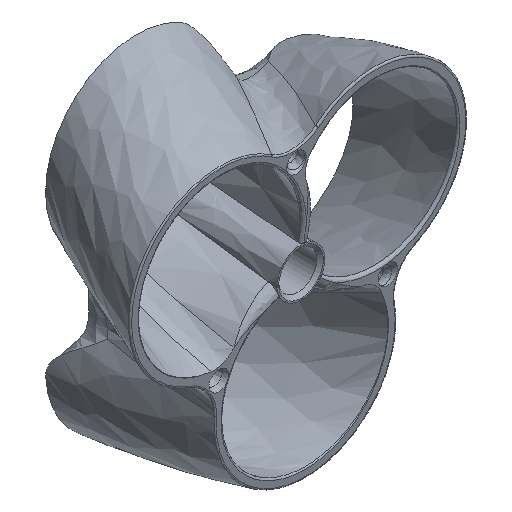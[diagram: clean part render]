
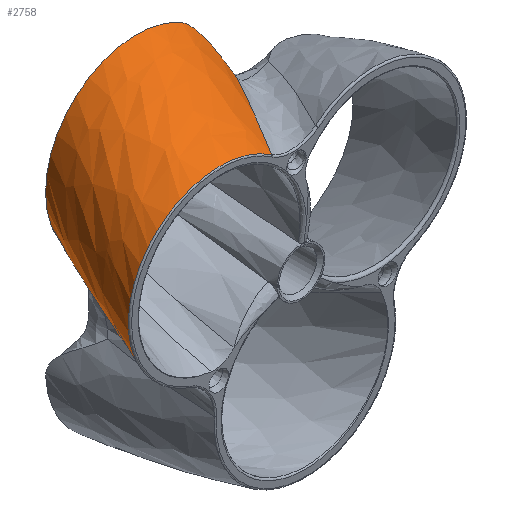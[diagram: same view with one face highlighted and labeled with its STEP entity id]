
A CAD part, isometric view. The second image highlights one B-rep face of the part: STEP entity #2758.
In plain terms, the highlighted free-form (B-spline) face has degree [3, 3] with [10, 5] control points.
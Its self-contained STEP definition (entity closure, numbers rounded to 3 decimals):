
#2255 = VERTEX_POINT('',#2256);
#2256 = CARTESIAN_POINT('',(-8.501,-39.777,
    28.659));
#2560 = VERTEX_POINT('',#2561);
#2561 = CARTESIAN_POINT('',(-28.801,-39.483,
    -11.1));
#2617 = EDGE_CURVE('',#2255,#2560,#2618,.T.);
#2618 = B_SPLINE_CURVE_WITH_KNOTS('',3,(#2619,#2620,#2621,#2622,#2623,
    #2624,#2625,#2626,#2627,#2628),.UNSPECIFIED.,.F.,.F.,(4,1,1,1,1,1,1,
    4),(0.,1.455,2.91,4.366,
    5.821,7.276,8.731,10.186),
  .UNSPECIFIED.);
#2619 = CARTESIAN_POINT('',(-8.501,-39.777,
    28.659));
#2620 = CARTESIAN_POINT('',(-11.509,-39.78,
    30.716));
#2621 = CARTESIAN_POINT('',(-18.536,-39.775,
    33.35));
#2622 = CARTESIAN_POINT('',(-29.71,-39.739,
    31.941));
#2623 = CARTESIAN_POINT('',(-38.951,-39.671,
    25.479));
#2624 = CARTESIAN_POINT('',(-44.077,-39.589,
    15.428));
#2625 = CARTESIAN_POINT('',(-43.901,-39.521,
    4.154));
#2626 = CARTESIAN_POINT('',(-38.483,-39.485,
    -5.722));
#2627 = CARTESIAN_POINT('',(-32.232,-39.48,
    -9.87));
#2628 = CARTESIAN_POINT('',(-28.801,-39.483,
    -11.1));
#2698 = EDGE_CURVE('',#2560,#2699,#2701,.T.);
#2699 = VERTEX_POINT('',#2700);
#2700 = CARTESIAN_POINT('',(-30.794,-14.413,
    3.175));
#2701 = B_SPLINE_CURVE_WITH_KNOTS('',3,(#2702,#2703,#2704,#2705,#2706),
  .UNSPECIFIED.,.F.,.F.,(4,1,4),(-3.864,-2.282,
    0.208),.UNSPECIFIED.);
#2702 = CARTESIAN_POINT('',(-28.801,-39.483,
    -11.1));
#2703 = CARTESIAN_POINT('',(-29.51,-36.236,
    -9.352));
#2704 = CARTESIAN_POINT('',(-30.904,-27.879,
    -4.68));
#2705 = CARTESIAN_POINT('',(-31.114,-19.523,
    0.225));
#2706 = CARTESIAN_POINT('',(-30.794,-14.413,
    3.175));
#2758 = ADVANCED_FACE('',(#2759),#2812,.T.);
#2759 = FACE_BOUND('',#2760,.T.);
#2760 = EDGE_LOOP('',(#2761,#2762,#2772,#2791,#2800,#2811));
#2761 = ORIENTED_EDGE('',*,*,#2617,.F.);
#2762 = ORIENTED_EDGE('',*,*,#2763,.F.);
#2763 = EDGE_CURVE('',#2764,#2255,#2766,.T.);
#2764 = VERTEX_POINT('',#2765);
#2765 = CARTESIAN_POINT('',(3.07,-19.707,
    29.167));
#2766 = B_SPLINE_CURVE_WITH_KNOTS('',3,(#2767,#2768,#2769,#2770,#2771),
  .UNSPECIFIED.,.F.,.F.,(4,1,4),(1.512,2.282,
    4.772),.UNSPECIFIED.);
#2767 = CARTESIAN_POINT('',(3.069,-19.707,
    29.167));
#2768 = CARTESIAN_POINT('',(2.162,-21.287,
    29.307));
#2769 = CARTESIAN_POINT('',(-1.705,-27.977,
    29.724));
#2770 = CARTESIAN_POINT('',(-5.619,-34.667,
    29.368));
#2771 = CARTESIAN_POINT('',(-8.501,-39.777,
    28.659));
#2772 = ORIENTED_EDGE('',*,*,#2773,.F.);
#2773 = EDGE_CURVE('',#2774,#2764,#2776,.T.);
#2774 = VERTEX_POINT('',#2775);
#2775 = CARTESIAN_POINT('',(-2.199,-10.4,39.279));
#2776 = B_SPLINE_CURVE_WITH_KNOTS('',3,(#2777,#2778,#2779,#2780,#2781,
    #2782,#2783,#2784,#2785,#2786,#2787,#2788,#2789,#2790),
  .UNSPECIFIED.,.F.,.F.,(4,2,2,2,2,2,4),(0.,0.297,
    0.597,0.989,1.575,1.998,
    1.999),.UNSPECIFIED.);
#2777 = CARTESIAN_POINT('',(-2.199,-10.4,39.279));
#2778 = CARTESIAN_POINT('',(-1.548,-10.4,38.943));
#2779 = CARTESIAN_POINT('',(-0.947,-10.518,
    38.544));
#2780 = CARTESIAN_POINT('',(0.115,-10.99,
    37.637));
#2781 = CARTESIAN_POINT('',(0.55,-11.334,
    37.152));
#2782 = CARTESIAN_POINT('',(1.358,-12.321,
    36.001));
#2783 = CARTESIAN_POINT('',(1.644,-12.989,
    35.368));
#2784 = CARTESIAN_POINT('',(2.145,-14.655,
    33.906));
#2785 = CARTESIAN_POINT('',(2.3,-15.796,
    33.016));
#2786 = CARTESIAN_POINT('',(2.647,-17.821,
    31.202));
#2787 = CARTESIAN_POINT('',(2.826,-18.76,
    30.294));
#2788 = CARTESIAN_POINT('',(3.069,-19.703,
    29.172));
#2789 = CARTESIAN_POINT('',(3.069,-19.705,
    29.169));
#2790 = CARTESIAN_POINT('',(3.07,-19.707,
    29.167));
#2791 = ORIENTED_EDGE('',*,*,#2792,.T.);
#2792 = EDGE_CURVE('',#2774,#2793,#2795,.T.);
#2793 = VERTEX_POINT('',#2794);
#2794 = CARTESIAN_POINT('',(-33.735,-10.4,11.447));
#2795 = CIRCLE('',#2796,22.57);
#2796 = AXIS2_PLACEMENT_3D('',#2797,#2798,#2799);
#2797 = CARTESIAN_POINT('',(-12.546,-10.4,19.221));
#2798 = DIRECTION('',(0.,-1.,0.));
#2799 = DIRECTION('',(1.,0.,
    0.028));
#2800 = ORIENTED_EDGE('',*,*,#2801,.F.);
#2801 = EDGE_CURVE('',#2699,#2793,#2802,.T.);
#2802 = B_SPLINE_CURVE_WITH_KNOTS('',3,(#2803,#2804,#2805,#2806,#2807,
    #2808,#2809,#2810),.UNSPECIFIED.,.F.,.F.,(4,2,2,4),(
    -0.003,0.,1.021,1.858),
  .UNSPECIFIED.);
#2803 = CARTESIAN_POINT('',(-30.794,-14.413,
    3.175));
#2804 = CARTESIAN_POINT('',(-30.796,-14.409,
    3.18));
#2805 = CARTESIAN_POINT('',(-30.797,-14.405,
    3.184));
#2806 = CARTESIAN_POINT('',(-31.479,-12.782,
    4.992));
#2807 = CARTESIAN_POINT('',(-32.004,-11.703,
    6.586));
#2808 = CARTESIAN_POINT('',(-33.026,-10.541,
    9.493));
#2809 = CARTESIAN_POINT('',(-33.419,-10.4,
    10.586));
#2810 = CARTESIAN_POINT('',(-33.735,-10.4,11.447));
#2811 = ORIENTED_EDGE('',*,*,#2698,.F.);
#2812 = B_SPLINE_SURFACE_WITH_KNOTS('',3,3,(
    (#2813,#2814,#2815,#2816,#2817)
    ,(#2818,#2819,#2820,#2821,#2822)
    ,(#2823,#2824,#2825,#2826,#2827)
    ,(#2828,#2829,#2830,#2831,#2832)
    ,(#2833,#2834,#2835,#2836,#2837)
    ,(#2838,#2839,#2840,#2841,#2842)
    ,(#2843,#2844,#2845,#2846,#2847)
    ,(#2848,#2849,#2850,#2851,#2852)
    ,(#2853,#2854,#2855,#2856,#2857)
    ,(#2858,#2859,#2860,#2861,#2862
    )),.UNSPECIFIED.,.F.,.F.,.F.,(4,1,1,1,1,1,1,4),(4,1,4),(
    0.365,0.851,1.337,1.824,
    2.31,2.796,3.282,3.768),(0.,
    1.701,3.97),.UNSPECIFIED.);
#2813 = CARTESIAN_POINT('',(8.306,-10.4,27.857));
#2814 = CARTESIAN_POINT('',(6.005,-14.597,
    28.662));
#2815 = CARTESIAN_POINT('',(0.403,-24.39,
    29.874));
#2816 = CARTESIAN_POINT('',(-5.346,-34.183,
    29.436));
#2817 = CARTESIAN_POINT('',(-8.502,-39.779,
    28.659));
#2818 = CARTESIAN_POINT('',(6.906,-10.4,31.237));
#2819 = CARTESIAN_POINT('',(4.326,-14.597,
    31.927));
#2820 = CARTESIAN_POINT('',(-1.894,-24.39,
    32.788));
#2821 = CARTESIAN_POINT('',(-8.137,-34.183,
    31.833));
#2822 = CARTESIAN_POINT('',(-11.521,-39.779,
    30.725));
#2823 = CARTESIAN_POINT('',(2.435,-10.4,37.3));
#2824 = CARTESIAN_POINT('',(-0.646,-14.597,
    37.621));
#2825 = CARTESIAN_POINT('',(-7.928,-24.39,
    37.475));
#2826 = CARTESIAN_POINT('',(-14.906,-34.183,
    35.246));
#2827 = CARTESIAN_POINT('',(-18.579,-39.779,
    33.36));
#2828 = CARTESIAN_POINT('',(-7.751,-10.4,42.203));
#2829 = CARTESIAN_POINT('',(-11.236,-14.597,
    41.683));
#2830 = CARTESIAN_POINT('',(-19.219,-24.39,
    39.457));
#2831 = CARTESIAN_POINT('',(-26.276,-34.183,
    35.022));
#2832 = CARTESIAN_POINT('',(-29.789,-39.779,
    31.901));
#2833 = CARTESIAN_POINT('',(-19.046,-10.4,41.783));
#2834 = CARTESIAN_POINT('',(-22.496,-14.597,
    40.329));
#2835 = CARTESIAN_POINT('',(-30.127,-24.39,
    35.937));
#2836 = CARTESIAN_POINT('',(-36.224,-34.183,
    29.514));
#2837 = CARTESIAN_POINT('',(-39.019,-39.779,
    25.377));
#2838 = CARTESIAN_POINT('',(-28.835,-10.4,36.13));
#2839 = CARTESIAN_POINT('',(-31.819,-14.597,
    33.868));
#2840 = CARTESIAN_POINT('',(-38.126,-24.39,
    27.725));
#2841 = CARTESIAN_POINT('',(-42.445,-34.183,
    19.993));
#2842 = CARTESIAN_POINT('',(-44.129,-39.779,
    15.294));
#2843 = CARTESIAN_POINT('',(-34.849,-10.4,26.559));
#2844 = CARTESIAN_POINT('',(-37.042,-14.597,
    23.801));
#2845 = CARTESIAN_POINT('',(-41.361,-24.39,
    16.728));
#2846 = CARTESIAN_POINT('',(-43.496,-34.183,
    8.671));
#2847 = CARTESIAN_POINT('',(-43.936,-39.779,
    3.993));
#2848 = CARTESIAN_POINT('',(-35.693,-10.4,15.287));
#2849 = CARTESIAN_POINT('',(-36.956,-14.597,
    12.459));
#2850 = CARTESIAN_POINT('',(-39.082,-24.39,
    5.493));
#2851 = CARTESIAN_POINT('',(-39.134,-34.183,
    -1.832));
#2852 = CARTESIAN_POINT('',(-38.484,-39.779,
    -5.91));
#2853 = CARTESIAN_POINT('',(-32.679,-10.4,8.382));
#2854 = CARTESIAN_POINT('',(-33.371,-14.597,
    5.803));
#2855 = CARTESIAN_POINT('',(-34.239,-24.39,
    -0.416));
#2856 = CARTESIAN_POINT('',(-33.293,-34.183,
    -6.661));
#2857 = CARTESIAN_POINT('',(-32.187,-39.779,
    -10.046));
#2858 = CARTESIAN_POINT('',(-30.452,-10.4,5.48));
#2859 = CARTESIAN_POINT('',(-30.905,-14.597,
    3.085));
#2860 = CARTESIAN_POINT('',(-31.267,-24.39,
    -2.636));
#2861 = CARTESIAN_POINT('',(-29.975,-34.183,
    -8.255));
#2862 = CARTESIAN_POINT('',(-28.736,-39.779,
    -11.259));
